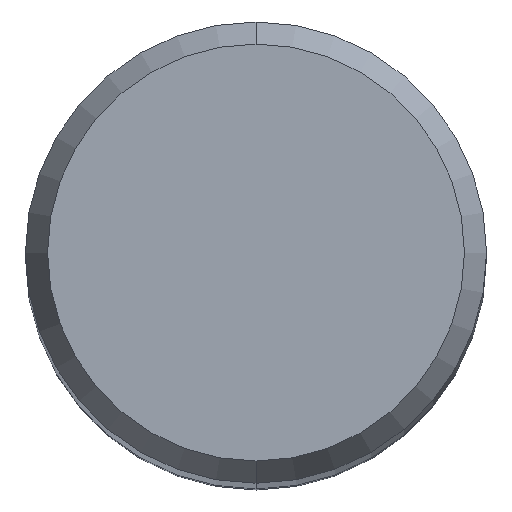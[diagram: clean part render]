
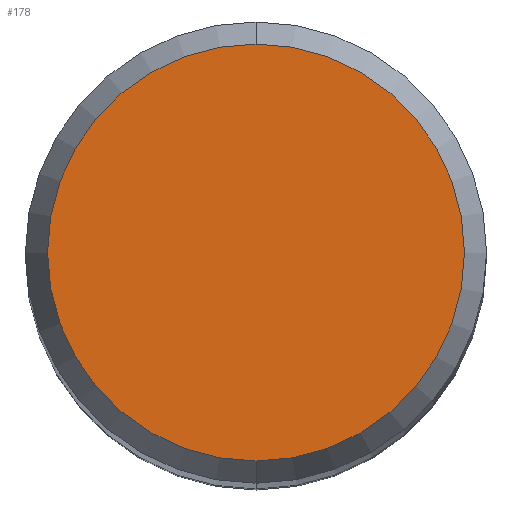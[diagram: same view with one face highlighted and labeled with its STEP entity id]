
A CAD part, top view. The second image highlights one B-rep face of the part: STEP entity #178.
In plain terms, the highlighted planar face has unit normal (0, 0, 1).
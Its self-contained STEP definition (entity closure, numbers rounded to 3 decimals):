
#140=EDGE_CURVE('',#148,#170,#283,.T.);
#148=VERTEX_POINT('',#291);
#156=EDGE_CURVE('',#170,#148,#301,.T.);
#170=VERTEX_POINT('',#316);
#178=ADVANCED_FACE('',(#324),#325,.T.);
#283=CIRCLE('',#445,2.158);
#291=CARTESIAN_POINT('',(0.,-2.158,0.01));
#301=CIRCLE('',#467,2.158);
#316=CARTESIAN_POINT('',(0.0,2.158,0.01));
#324=FACE_OUTER_BOUND('',#497,.T.);
#325=PLANE('',#498);
#445=AXIS2_PLACEMENT_3D('',#605,#606,#607);
#467=AXIS2_PLACEMENT_3D('',#626,#627,#628);
#497=EDGE_LOOP('',(#648,#649));
#498=AXIS2_PLACEMENT_3D('',#650,#651,#652);
#605=CARTESIAN_POINT('',(0.0,0.0,0.01));
#606=DIRECTION('',(0.0,0.0,-1.0));
#607=DIRECTION('',(0.0,1.0,0.0));
#626=CARTESIAN_POINT('',(0.0,0.0,0.01));
#627=DIRECTION('',(0.0,0.0,-1.0));
#628=DIRECTION('',(0.0,1.0,0.0));
#648=ORIENTED_EDGE('',*,*,#156,.F.);
#649=ORIENTED_EDGE('',*,*,#140,.F.);
#650=CARTESIAN_POINT('',(0.0,1.079,0.01));
#651=DIRECTION('',(-0.0,0.0,1.0));
#652=DIRECTION('',(0.0,-1.0,0.0));
